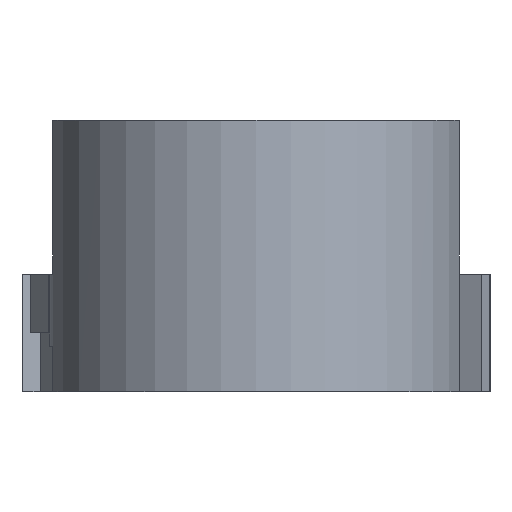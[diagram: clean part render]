
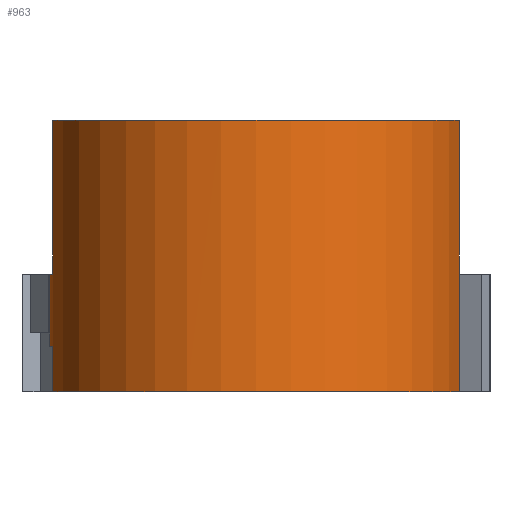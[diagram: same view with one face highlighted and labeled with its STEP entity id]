
A CAD part, front view. The second image highlights one B-rep face of the part: STEP entity #963.
In plain terms, the highlighted cylindrical face has radius 23 mm (diameter 46 mm), a partial arc.
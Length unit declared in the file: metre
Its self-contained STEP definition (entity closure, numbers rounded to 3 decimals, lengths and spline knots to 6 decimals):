
#14=CYLINDRICAL_SURFACE('',#1055,0.023);
#66=LINE('',#1516,#167);
#84=LINE('',#1583,#185);
#85=LINE('',#1587,#186);
#86=LINE('',#1588,#187);
#87=LINE('',#1592,#188);
#88=LINE('',#1593,#189);
#167=VECTOR('',#1194,1.);
#185=VECTOR('',#1250,1.);
#186=VECTOR('',#1253,1.);
#187=VECTOR('',#1254,1.);
#188=VECTOR('',#1257,1.);
#189=VECTOR('',#1258,1.);
#320=ORIENTED_EDGE('',*,*,#520,.F.);
#321=ORIENTED_EDGE('',*,*,#601,.F.);
#322=ORIENTED_EDGE('',*,*,#602,.F.);
#323=ORIENTED_EDGE('',*,*,#603,.T.);
#324=ORIENTED_EDGE('',*,*,#516,.F.);
#325=ORIENTED_EDGE('',*,*,#568,.T.);
#326=ORIENTED_EDGE('',*,*,#604,.T.);
#327=ORIENTED_EDGE('',*,*,#605,.T.);
#328=ORIENTED_EDGE('',*,*,#606,.T.);
#329=ORIENTED_EDGE('',*,*,#581,.T.);
#330=ORIENTED_EDGE('',*,*,#607,.F.);
#516=EDGE_CURVE('',#660,#661,#757,.T.);
#520=EDGE_CURVE('',#664,#665,#759,.T.);
#568=EDGE_CURVE('',#660,#702,#66,.T.);
#581=EDGE_CURVE('',#723,#722,#773,.T.);
#601=EDGE_CURVE('',#740,#664,#84,.T.);
#602=EDGE_CURVE('',#741,#740,#784,.T.);
#603=EDGE_CURVE('',#741,#661,#85,.T.);
#604=EDGE_CURVE('',#702,#742,#86,.T.);
#605=EDGE_CURVE('',#742,#743,#785,.T.);
#606=EDGE_CURVE('',#743,#723,#87,.T.);
#607=EDGE_CURVE('',#665,#722,#88,.T.);
#660=VERTEX_POINT('',#1408);
#661=VERTEX_POINT('',#1409);
#664=VERTEX_POINT('',#1415);
#665=VERTEX_POINT('',#1417);
#702=VERTEX_POINT('',#1495);
#722=VERTEX_POINT('',#1542);
#723=VERTEX_POINT('',#1544);
#740=VERTEX_POINT('',#1584);
#741=VERTEX_POINT('',#1586);
#742=VERTEX_POINT('',#1589);
#743=VERTEX_POINT('',#1591);
#757=CIRCLE('',#1018,0.023);
#759=CIRCLE('',#1020,0.023);
#773=CIRCLE('',#1042,0.023);
#784=CIRCLE('',#1056,0.023);
#785=CIRCLE('',#1057,0.023);
#812=EDGE_LOOP('',(#320,#321,#322,#323,#324,#325,#326,#327,#328,#329,#330));
#869=FACE_BOUND('',#812,.T.);
#963=ADVANCED_FACE('',(#869),#14,.T.);
#1018=AXIS2_PLACEMENT_3D('',#1407,#1116,#1117);
#1020=AXIS2_PLACEMENT_3D('',#1416,#1122,#1123);
#1042=AXIS2_PLACEMENT_3D('',#1543,#1213,#1214);
#1055=AXIS2_PLACEMENT_3D('',#1582,#1248,#1249);
#1056=AXIS2_PLACEMENT_3D('',#1585,#1251,#1252);
#1057=AXIS2_PLACEMENT_3D('',#1590,#1255,#1256);
#1116=DIRECTION('',(0.,0.,1.));
#1117=DIRECTION('',(1.,0.,0.));
#1122=DIRECTION('',(0.,0.,1.));
#1123=DIRECTION('',(1.,0.,0.));
#1194=DIRECTION('',(0.,0.,-1.));
#1213=DIRECTION('',(0.,0.,1.));
#1214=DIRECTION('',(1.,0.,0.));
#1248=DIRECTION('',(0.,0.,-1.));
#1249=DIRECTION('',(-1.,0.,0.));
#1250=DIRECTION('',(0.,0.,-1.));
#1251=DIRECTION('',(0.,0.,1.));
#1252=DIRECTION('',(1.,0.,0.));
#1253=DIRECTION('',(0.,0.,-1.));
#1254=DIRECTION('',(0.,0.,-1.));
#1255=DIRECTION('',(0.,0.,1.));
#1256=DIRECTION('',(1.,0.,0.));
#1257=DIRECTION('',(0.,0.,-1.));
#1258=DIRECTION('',(0.,0.,-1.));
#1407=CARTESIAN_POINT('',(0.,-0.005,0.013));
#1408=CARTESIAN_POINT('',(-0.022808,-0.007964,0.013));
#1409=CARTESIAN_POINT('',(-0.02245,-0.01,0.013));
#1415=CARTESIAN_POINT('',(0.02245,-0.01,0.013));
#1416=CARTESIAN_POINT('',(0.,-0.005,0.013));
#1417=CARTESIAN_POINT('',(0.022464,-0.009936,0.013));
#1495=CARTESIAN_POINT('',(-0.022808,-0.007964,0.0065));
#1516=CARTESIAN_POINT('',(-0.022808,-0.007964,0.013));
#1542=CARTESIAN_POINT('',(0.022464,-0.009936,0.));
#1543=CARTESIAN_POINT('',(0.,-0.005,0.));
#1544=CARTESIAN_POINT('',(-0.02245,-0.01,0.));
#1582=CARTESIAN_POINT('',(0.,-0.005,0.013));
#1583=CARTESIAN_POINT('',(0.02245,-0.01,0.03));
#1584=CARTESIAN_POINT('',(0.02245,-0.01,0.03));
#1585=CARTESIAN_POINT('',(0.,-0.005,0.03));
#1586=CARTESIAN_POINT('',(-0.02245,-0.01,0.03));
#1587=CARTESIAN_POINT('',(-0.02245,-0.01,0.03));
#1588=CARTESIAN_POINT('',(-0.022808,-0.007964,0.013));
#1589=CARTESIAN_POINT('',(-0.022808,-0.007964,0.005));
#1590=CARTESIAN_POINT('',(0.,-0.005,0.005));
#1591=CARTESIAN_POINT('',(-0.02245,-0.01,0.005));
#1592=CARTESIAN_POINT('',(-0.02245,-0.01,0.03));
#1593=CARTESIAN_POINT('',(0.022464,-0.009936,0.013));
